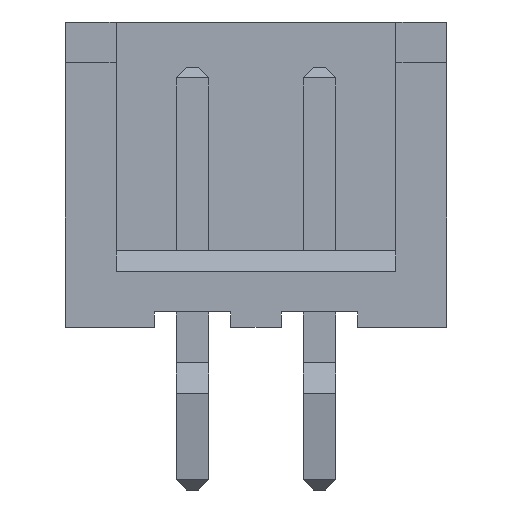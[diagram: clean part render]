
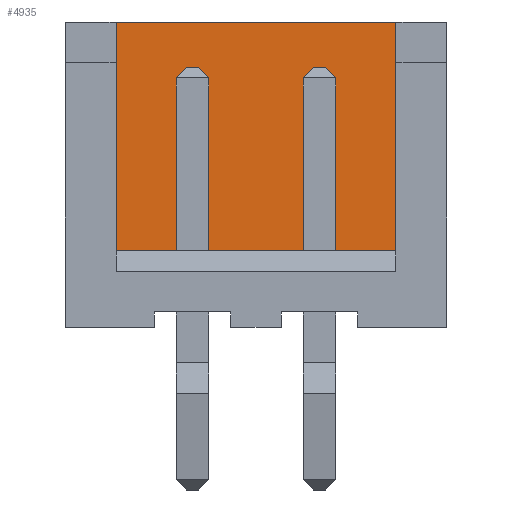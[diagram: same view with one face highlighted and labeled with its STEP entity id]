
A CAD part, front view. The second image highlights one B-rep face of the part: STEP entity #4935.
In plain terms, the highlighted planar face has unit normal (0, -1, 0).
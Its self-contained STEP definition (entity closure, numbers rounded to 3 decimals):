
#1548 = PLANE('',#1549);
#1549 = AXIS2_PLACEMENT_3D('',#1550,#1551,#1552);
#1550 = CARTESIAN_POINT('',(4.,-0.6,1.5));
#1551 = DIRECTION('',(0.,0.,-1.));
#1552 = DIRECTION('',(-1.,0.,0.));
#1604 = PLANE('',#1605);
#1605 = AXIS2_PLACEMENT_3D('',#1606,#1607,#1608);
#1606 = CARTESIAN_POINT('',(-2.5,-2.2,6.));
#1607 = DIRECTION('',(0.,0.,-1.));
#1608 = DIRECTION('',(-1.,0.,0.));
#3276 = VERTEX_POINT('',#3277);
#3277 = CARTESIAN_POINT('',(4.55,1.15,6.));
#3291 = PLANE('',#3292);
#3292 = AXIS2_PLACEMENT_3D('',#3293,#3294,#3295);
#3293 = CARTESIAN_POINT('',(4.55,0.65,6.));
#3294 = DIRECTION('',(1.,0.,0.));
#3295 = DIRECTION('',(0.,1.,0.));
#3303 = EDGE_CURVE('',#3276,#3304,#3306,.T.);
#3304 = VERTEX_POINT('',#3305);
#3305 = CARTESIAN_POINT('',(-2.05,1.15,6.));
#3306 = SURFACE_CURVE('',#3307,(#3311,#3318),.PCURVE_S1.);
#3307 = LINE('',#3308,#3309);
#3308 = CARTESIAN_POINT('',(4.55,1.15,6.));
#3309 = VECTOR('',#3310,1.);
#3310 = DIRECTION('',(-1.,0.,0.));
#3311 = PCURVE('',#1604,#3312);
#3312 = DEFINITIONAL_REPRESENTATION('',(#3313),#3317);
#3313 = LINE('',#3314,#3315);
#3314 = CARTESIAN_POINT('',(-7.05,3.35));
#3315 = VECTOR('',#3316,1.);
#3316 = DIRECTION('',(1.,0.));
#3317 = ( GEOMETRIC_REPRESENTATION_CONTEXT(2)
PARAMETRIC_REPRESENTATION_CONTEXT() REPRESENTATION_CONTEXT('2D SPACE',''
) );
#3318 = PCURVE('',#3319,#3324);
#3319 = PLANE('',#3320);
#3320 = AXIS2_PLACEMENT_3D('',#3321,#3322,#3323);
#3321 = CARTESIAN_POINT('',(4.55,1.15,6.));
#3322 = DIRECTION('',(0.,1.,0.));
#3323 = DIRECTION('',(-1.,0.,0.));
#3324 = DEFINITIONAL_REPRESENTATION('',(#3325),#3329);
#3325 = LINE('',#3326,#3327);
#3326 = CARTESIAN_POINT('',(0.,0.));
#3327 = VECTOR('',#3328,1.);
#3328 = DIRECTION('',(1.,0.));
#3329 = ( GEOMETRIC_REPRESENTATION_CONTEXT(2)
PARAMETRIC_REPRESENTATION_CONTEXT() REPRESENTATION_CONTEXT('2D SPACE',''
) );
#3347 = PLANE('',#3348);
#3348 = AXIS2_PLACEMENT_3D('',#3349,#3350,#3351);
#3349 = CARTESIAN_POINT('',(-2.05,1.15,6.));
#3350 = DIRECTION('',(-1.,0.,0.));
#3351 = DIRECTION('',(0.,-1.,0.));
#3599 = VERTEX_POINT('',#3600);
#3600 = CARTESIAN_POINT('',(-2.05,1.15,1.5));
#3621 = EDGE_CURVE('',#3622,#3599,#3624,.T.);
#3622 = VERTEX_POINT('',#3623);
#3623 = CARTESIAN_POINT('',(4.55,1.15,1.5));
#3624 = SURFACE_CURVE('',#3625,(#3629,#3636),.PCURVE_S1.);
#3625 = LINE('',#3626,#3627);
#3626 = CARTESIAN_POINT('',(4.55,1.15,1.5));
#3627 = VECTOR('',#3628,1.);
#3628 = DIRECTION('',(-1.,0.,0.));
#3629 = PCURVE('',#1548,#3630);
#3630 = DEFINITIONAL_REPRESENTATION('',(#3631),#3635);
#3631 = LINE('',#3632,#3633);
#3632 = CARTESIAN_POINT('',(-0.55,1.75));
#3633 = VECTOR('',#3634,1.);
#3634 = DIRECTION('',(1.,0.));
#3635 = ( GEOMETRIC_REPRESENTATION_CONTEXT(2)
PARAMETRIC_REPRESENTATION_CONTEXT() REPRESENTATION_CONTEXT('2D SPACE',''
) );
#3636 = PCURVE('',#3319,#3637);
#3637 = DEFINITIONAL_REPRESENTATION('',(#3638),#3642);
#3638 = LINE('',#3639,#3640);
#3639 = CARTESIAN_POINT('',(0.,-4.5));
#3640 = VECTOR('',#3641,1.);
#3641 = DIRECTION('',(1.,0.));
#3642 = ( GEOMETRIC_REPRESENTATION_CONTEXT(2)
PARAMETRIC_REPRESENTATION_CONTEXT() REPRESENTATION_CONTEXT('2D SPACE',''
) );
#4912 = EDGE_CURVE('',#3304,#3599,#4913,.T.);
#4913 = SURFACE_CURVE('',#4914,(#4918,#4925),.PCURVE_S1.);
#4914 = LINE('',#4915,#4916);
#4915 = CARTESIAN_POINT('',(-2.05,1.15,6.));
#4916 = VECTOR('',#4917,1.);
#4917 = DIRECTION('',(0.,0.,-1.));
#4918 = PCURVE('',#3347,#4919);
#4919 = DEFINITIONAL_REPRESENTATION('',(#4920),#4924);
#4920 = LINE('',#4921,#4922);
#4921 = CARTESIAN_POINT('',(0.,0.));
#4922 = VECTOR('',#4923,1.);
#4923 = DIRECTION('',(0.,-1.));
#4924 = ( GEOMETRIC_REPRESENTATION_CONTEXT(2)
PARAMETRIC_REPRESENTATION_CONTEXT() REPRESENTATION_CONTEXT('2D SPACE',''
) );
#4925 = PCURVE('',#3319,#4926);
#4926 = DEFINITIONAL_REPRESENTATION('',(#4927),#4931);
#4927 = LINE('',#4928,#4929);
#4928 = CARTESIAN_POINT('',(6.6,0.));
#4929 = VECTOR('',#4930,1.);
#4930 = DIRECTION('',(0.,-1.));
#4931 = ( GEOMETRIC_REPRESENTATION_CONTEXT(2)
PARAMETRIC_REPRESENTATION_CONTEXT() REPRESENTATION_CONTEXT('2D SPACE',''
) );
#4935 = ADVANCED_FACE('',(#4936),#3319,.F.);
#4936 = FACE_BOUND('',#4937,.F.);
#4937 = EDGE_LOOP('',(#4938,#4959,#4960,#4961));
#4938 = ORIENTED_EDGE('',*,*,#4939,.T.);
#4939 = EDGE_CURVE('',#3276,#3622,#4940,.T.);
#4940 = SURFACE_CURVE('',#4941,(#4945,#4952),.PCURVE_S1.);
#4941 = LINE('',#4942,#4943);
#4942 = CARTESIAN_POINT('',(4.55,1.15,6.));
#4943 = VECTOR('',#4944,1.);
#4944 = DIRECTION('',(0.,0.,-1.));
#4945 = PCURVE('',#3319,#4946);
#4946 = DEFINITIONAL_REPRESENTATION('',(#4947),#4951);
#4947 = LINE('',#4948,#4949);
#4948 = CARTESIAN_POINT('',(0.,0.));
#4949 = VECTOR('',#4950,1.);
#4950 = DIRECTION('',(0.,-1.));
#4951 = ( GEOMETRIC_REPRESENTATION_CONTEXT(2)
PARAMETRIC_REPRESENTATION_CONTEXT() REPRESENTATION_CONTEXT('2D SPACE',''
) );
#4952 = PCURVE('',#3291,#4953);
#4953 = DEFINITIONAL_REPRESENTATION('',(#4954),#4958);
#4954 = LINE('',#4955,#4956);
#4955 = CARTESIAN_POINT('',(0.5,0.));
#4956 = VECTOR('',#4957,1.);
#4957 = DIRECTION('',(0.,-1.));
#4958 = ( GEOMETRIC_REPRESENTATION_CONTEXT(2)
PARAMETRIC_REPRESENTATION_CONTEXT() REPRESENTATION_CONTEXT('2D SPACE',''
) );
#4959 = ORIENTED_EDGE('',*,*,#3621,.T.);
#4960 = ORIENTED_EDGE('',*,*,#4912,.F.);
#4961 = ORIENTED_EDGE('',*,*,#3303,.F.);
